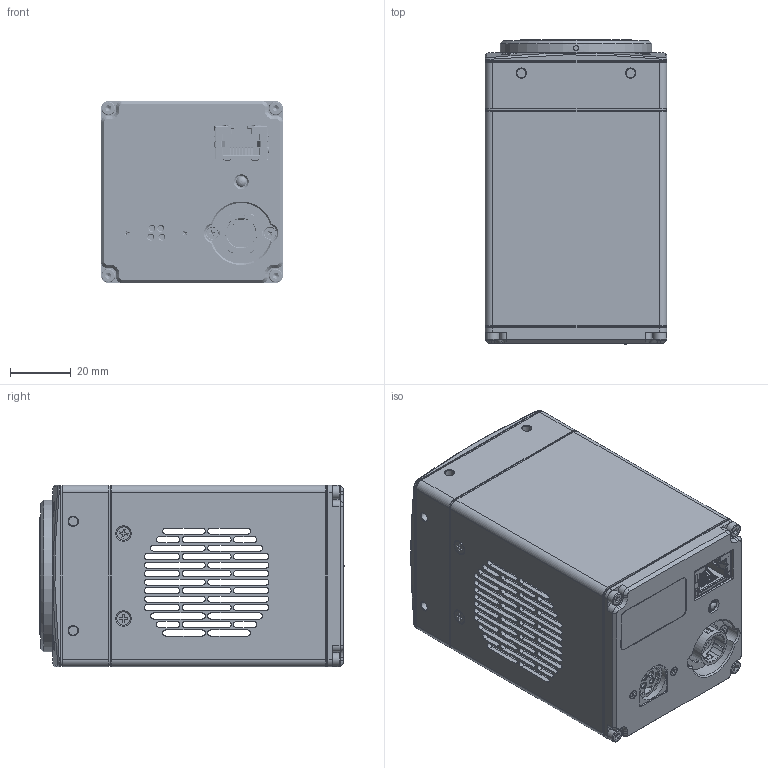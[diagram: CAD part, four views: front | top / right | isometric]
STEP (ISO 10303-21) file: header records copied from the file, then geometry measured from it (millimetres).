
FILE_DESCRIPTION (( 'STEP AP203' ), '1' );
FILE_NAME ('680818.STEP', '2025-09-05T06:10:35', ( 'Windows User' ), ( 'P R C' ), 'SwSTEP 2.0', 'SolidWorks 2024', '' );
FILE_SCHEMA (( 'CONFIG_CONTROL_DESIGN' ));
Length unit declared in the file: millimetre
Products named in the file (29): KPJX-PM-4S_4-1-SOLID1; KPJX-PM-4S_2-1-SOLID1; 4xM2.5x6黑色圆柱头螺钉; KPJX-PM-4S-1-SOLID1; HR10A-10R-12PB(71); HR10A-10R-12PB; kpjx-pm-4s0001_asm; 2jgcp1000-00006; cross recessed countersunk head screws gb2_GB_CROSS_SCREWS_TYPE10 M2.5X5-3.5-H1-N; KPJX-PM-4S_5-1-SOLID1; KPJX-PM-4S_6-1-SOLID1; 压圈; hexagon socket head cap screws gb_GB_FASTENER_SCREWS_HSHCS M2.5X6-N; cross recessed pan head screws gb_GB_CROSS_SCREWS_TYPE1 M2X4-4  H type-N; GB／T819．1-2000十字槽沉头螺钉M1．6×16; 10g_wk_24-01-23; 680818; hexagon socket head cap screws gb_GB_FASTENER_SCREWS_HSHCS M2.5X8-N; 2jgmfq000-00060; GB／T819．1-2000十字槽沉头螺钉M2×6; 2JGWJJ290-00001 导光柱; KPJX-PM-4S_3-1-SOLID1; 转接环-C口; 上壳; M2X4盘头螺钉; 下壳; C接环; 中壳; GMAX3412 PKG 3D_20230714PKG
Assembly tree (40 placements, depth 3):
  680818
    下壳
    中壳
    2JGWJJ290-00001 导光柱
    C接环
    上壳
    M2X4盘头螺钉
      cross recessed pan head screws gb_GB_CROSS_SCREWS_TYPE1 M2X4-4  H type-N  x2
    HR10A-10R-12PB(71)
      HR10A-10R-12PB
    kpjx-pm-4s0001_asm
      KPJX-PM-4S_6-1-SOLID1
      KPJX-PM-4S_2-1-SOLID1
      KPJX-PM-4S_4-1-SOLID1
      KPJX-PM-4S_3-1-SOLID1
      KPJX-PM-4S-1-SOLID1
      KPJX-PM-4S_5-1-SOLID1
    10g_wk_24-01-23
    GMAX3412 PKG 3D_20230714PKG
    4xM2.5x6黑色圆柱头螺钉
      hexagon socket head cap screws gb_GB_FASTENER_SCREWS_HSHCS M2.5X6-N  x4
    压圈
    转接环-C口
    hexagon socket head cap screws gb_GB_FASTENER_SCREWS_HSHCS M2.5X8-N  x4
    cross recessed countersunk head screws gb2_GB_CROSS_SCREWS_TYPE10 M2.5X5-3.5-H1-N  x4
    2jgcp1000-00006
    2jgmfq000-00060
    GB／T819．1-2000十字槽沉头螺钉M2×6  x2
    GB／T819．1-2000十字槽沉头螺钉M1．6×16  x2
Bounding box: 60 x 100.31 x 60 mm (x, y, z)
Volume: 75853.8 mm3; surface area: 91129 mm2
Topology: 38 solids, 44 shells, 6404 faces, 17231 edges, 11402 vertices
Faces by surface type: plane 4900, cylinder 1220, bspline 145, cone 124, torus 13, sphere 2
Full cylindrical faces by diameter (mm): 0.2 x1, 0.6 x179, 0.7 x27, 0.747 x2, 0.95 x2, 1 x2, 1.355 x4, 1.386 x2, 1.6 x13, 1.7 x8, 1.732 x2, 1.8 x2, 2 x7, 2.05 x8, 2.2 x8, 2.3 x2, 2.5 x13, 2.7 x16, 2.88 x1, 3 x10, 3.8 x2, 4 x2, 4.4 x4, 4.5 x8, 4.6 x1, 5 x8, 7.7 x1, 8.6 x2, 9.967 x1, 10.926 x2
Entity records: 208118 total; most frequent: CARTESIAN_POINT 54286, ORIENTED_EDGE 32222, DIRECTION 27827, EDGE_CURVE 16115, LINE 12327, VECTOR 12327, VERTEX_POINT 10935, AXIS2_PLACEMENT_3D 7750
